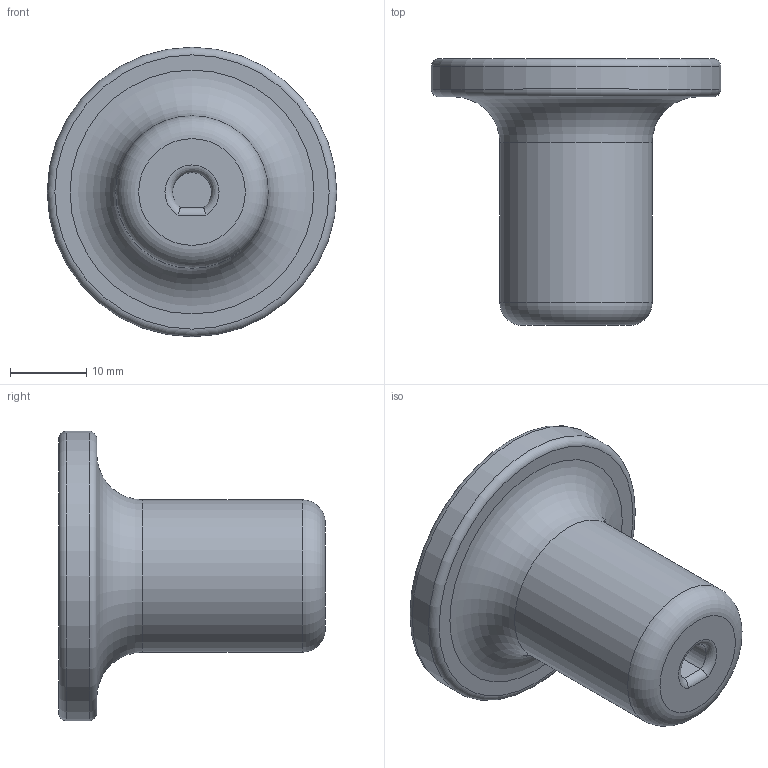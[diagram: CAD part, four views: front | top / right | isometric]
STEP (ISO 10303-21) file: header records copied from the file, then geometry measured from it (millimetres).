
FILE_DESCRIPTION(/* description */ (''),/* implementation_level */ '2;1');
FILE_NAME(/* name */ 'Sausage_base_tighter-1.step',/* time_stamp */ '2023-04-10T13:25:32+03:00',/* author */ (''),/* organization */ (''),/* preprocessor_version */ 'ST-DEVELOPER v19.2',/* originating_system */ 'Autodesk Translation Framework v12.4.0.73',/* authorisation */ '');
FILE_SCHEMA (('AUTOMOTIVE_DESIGN { 1 0 10303 214 3 1 1 }'));
Length unit declared in the file: millimetre
Products named in the file (1): Sausage_base
Bounding box: 38 x 35 x 38 mm (x, y, z)
Volume: 14965.5 mm3; surface area: 4864.7 mm2
Topology: 1 solids, 1 shells, 17 faces, 34 edges, 22 vertices
Faces by surface type: torus 6, plane 6, cylinder 5
Full cylindrical faces by diameter (mm): 4.1 x1, 20 x1, 38 x1
Entity records: 507 total; most frequent: CARTESIAN_POINT 96, DIRECTION 92, ORIENTED_EDGE 68, AXIS2_PLACEMENT_3D 42, EDGE_CURVE 34, CIRCLE 24, VERTEX_POINT 22, EDGE_LOOP 20
